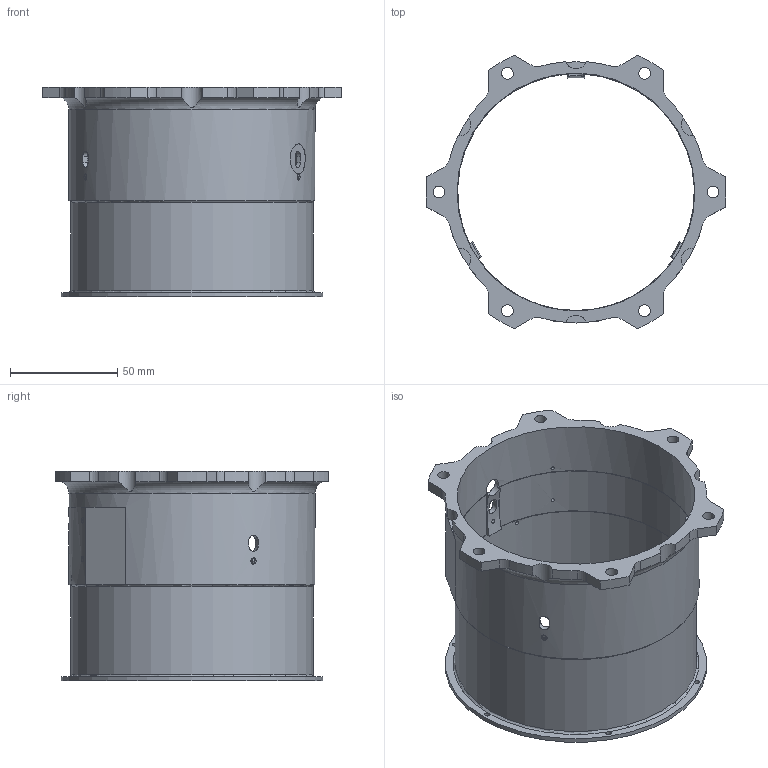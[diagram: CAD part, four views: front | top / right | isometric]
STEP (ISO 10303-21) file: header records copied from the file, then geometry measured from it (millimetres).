
FILE_DESCRIPTION(/* description */ (''),/* implementation_level */ '2;1');
FILE_NAME(/* name */ 'var4.stp',/* time_stamp */ '2019-04-29T10:52:03+03:00',/* author */ ('igoro'),/* organization */ (''),/* preprocessor_version */ 'ST-DEVELOPER v17',/* originating_system */ 'Autodesk Inventor 2019',/* authorisation */ '');
FILE_SCHEMA (('AUTOMOTIVE_DESIGN { 1 0 10303 214 3 1 1 }'));
Length unit declared in the file: millimetre
Products named in the file (1): 11F615.52U_5005_A77-51
Bounding box: 139.92 x 127.64 x 98 mm (x, y, z)
Volume: 75995.9 mm3; surface area: 79218.7 mm2
Topology: 1 solids, 1 shells, 131 faces, 426 edges, 293 vertices
Faces by surface type: cylinder 75, plane 41, cone 9, sphere 3, torus 3
Full cylindrical faces by diameter (mm): 1.567 x6, 2 x3, 2.459 x6, 5.5 x6, 8 x1, 14 x1, 111 x2, 113 x1, 114.9 x1, 122 x1
Entity records: 6114 total; most frequent: CARTESIAN_POINT 2127, ORIENTED_EDGE 852, DIRECTION 828, EDGE_CURVE 426, AXIS2_PLACEMENT_3D 336, VERTEX_POINT 293, CIRCLE 204, EDGE_LOOP 179
